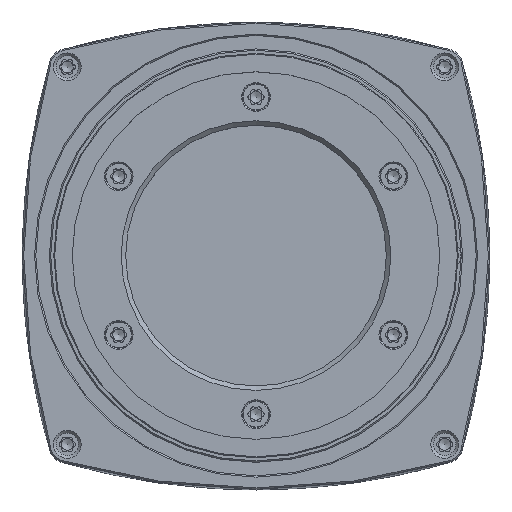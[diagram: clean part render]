
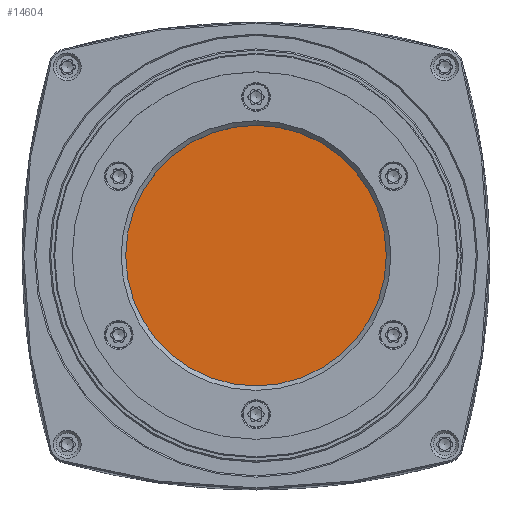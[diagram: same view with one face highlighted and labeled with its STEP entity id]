
A CAD part, top view. The second image highlights one B-rep face of the part: STEP entity #14604.
In plain terms, the highlighted planar face has unit normal (0, 0, 1).
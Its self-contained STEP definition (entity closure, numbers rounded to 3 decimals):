
#7681=FACE_OUTER_BOUND('',#20071,.T.);
#14604=ADVANCED_FACE('',(#7681),#15719,.F.);
#15719=PLANE('',#44605);
#20071=EDGE_LOOP('',(#27915));
#27915=ORIENTED_EDGE('',*,*,#37611,.F.);
#33098=VERTEX_POINT('',#69940);
#37611=EDGE_CURVE('',#33098,#33098,#40790,.T.);
#40790=CIRCLE('',#44602,15.);
#44602=AXIS2_PLACEMENT_3D('',#69939,#53765,#53766);
#44605=AXIS2_PLACEMENT_3D('',#69943,#53771,#53772);
#53765=DIRECTION('',(0.,0.,-1.));
#53766=DIRECTION('',(1.,0.,0.));
#53771=DIRECTION('',(0.,0.,-1.));
#53772=DIRECTION('',(-1.,0.,0.));
#69939=CARTESIAN_POINT('',(0.,0.,1.));
#69940=CARTESIAN_POINT('',(15.,0.,1.));
#69943=CARTESIAN_POINT('',(0.,0.,1.));
